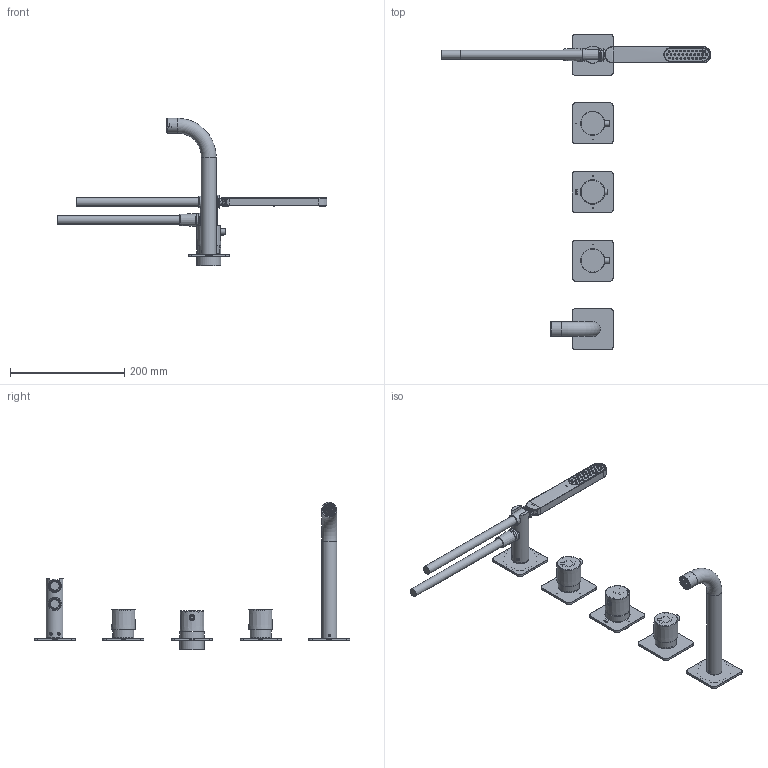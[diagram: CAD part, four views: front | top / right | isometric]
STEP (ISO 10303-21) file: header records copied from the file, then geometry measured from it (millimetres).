
FILE_DESCRIPTION(/* description */ ('Unknown'),/* implementation_level */ '2;1');
FILE_NAME(/* name */ 'GL7072',/* time_stamp */ '2021-07-20T17:38:05+02:00',/* author */ ('Unknown'),/* organization */ ('Unknown'),/* preprocessor_version */ 'ST-DEVELOPER v16.7',/* originating_system */ 'DEX',/* authorisation */ $);
FILE_SCHEMA (('AUTOMOTIVE_DESIGN {1 0 10303 214 3 1 1}'));
Length unit declared in the file: millimetre
Products named in the file (46): GL7072-00; GL7072EXT-00_oa_0; CB7098-01; CB7098-02; CB7098-001; GL7501-01; GL7066-03; CB7501-05; CB7501-04; M015-001; GL350-00_oa_1; A101052_00101ZZ; E112006_00200ZZ_ASM_oa_2; A063037_00101ZZ_AF0; A064032_12900ZZ_AF0; A133033_50300ZZ; C140014_00600ZZ; A030169_16300ZZ; GL350-001; GL350-001-01 CORPO; GL350-001-02 OR; CB7501-001; supporto_doccietta_23E10755_23E10755; Gruppo raccordo titanico_T1010671; raccordi_uscita_T1010035_T1010035; or 14 x 2_05000055; CB7001-02; GL7066-01; CB7001-03; CB7001-04; CB7068-09; CB7001-001; 100.000.01.10T.70C_9; 100.000.01.10T.70C_10; 100.000.01.10T.70C_11; 100.000.01.10T.70C_12; 100.000.01.10T.70C_13; GL7066-02; CB7068-01; CB7068-03 ...
Assembly tree (62 placements, depth 5):
  GL7072-00
    GL7072EXT-00_oa_0
      CB7098-01
      CB7098-02
      CB7098-001
      GL7501-01  x2
      GL7066-03  x2
      CB7501-05
      CB7501-04  x2
      M015-001  x2
      GL350-00_oa_1
        A101052_00101ZZ
        E112006_00200ZZ_ASM_oa_2
          A063037_00101ZZ_AF0
          A064032_12900ZZ_AF0
        A133033_50300ZZ
        C140014_00600ZZ  x3
        A030169_16300ZZ
        GL350-001
          GL350-001-01 CORPO
          GL350-001-02 OR
      CB7501-001
        supporto_doccietta_23E10755_23E10755
        Gruppo raccordo titanico_T1010671
          raccordi_uscita_T1010035_T1010035
          or 14 x 2_05000055
      CB7001-02
      GL7066-01
      CB7001-03
      CB7001-04
      CB7068-09  x3
      CB7001-001
        100.000.01.10T.70C_9
        100.000.01.10T.70C_10
        100.000.01.10T.70C_11
        100.000.01.10T.70C_12
        100.000.01.10T.70C_13
      GL7066-02  x2
      CB7068-01  x2
      CB7068-03  x2
      CB7068-04  x2
      CB7068-05  x2
      CB7068-06  x2
      CB7068-07  x2
      CB0768-10  x2
      CB0768-11  x2
Bounding box: 471.98 x 552 x 258.2 mm (x, y, z)
Volume: 412734.1 mm3; surface area: 275313.3 mm2
Topology: 55 solids, 55 shells, 3294 faces, 8071 edges, 4984 vertices
Faces by surface type: plane 1239, cylinder 742, cone 545, bspline 415, torus 303, sphere 50
Full cylindrical faces by diameter (mm): 1.4 x1, 1.5 x2, 2 x1, 2.459 x1, 3 x6, 3.061 x1, 3.2 x1, 3.242 x1, 3.5 x4, 4 x40, 4.134 x5, 4.5 x3, 5 x53, 5.2 x3, 5.7 x1, 5.801 x1, 7 x2, 7.5 x2, 7.9 x2, 9 x1, 9.5 x2, 10 x4, 10.2 x2, 13 x1, 13.5 x2, 14 x1, 14.4 x1, 15 x2, 15.15 x4, 15.2 x2
Entity records: 95320 total; most frequent: CARTESIAN_POINT 29872, ORIENTED_EDGE 12442, DIRECTION 12133, EDGE_CURVE 6221, AXIS2_PLACEMENT_3D 4710, VERTEX_POINT 4134, FACE_BOUND 3675, EDGE_LOOP 3659
